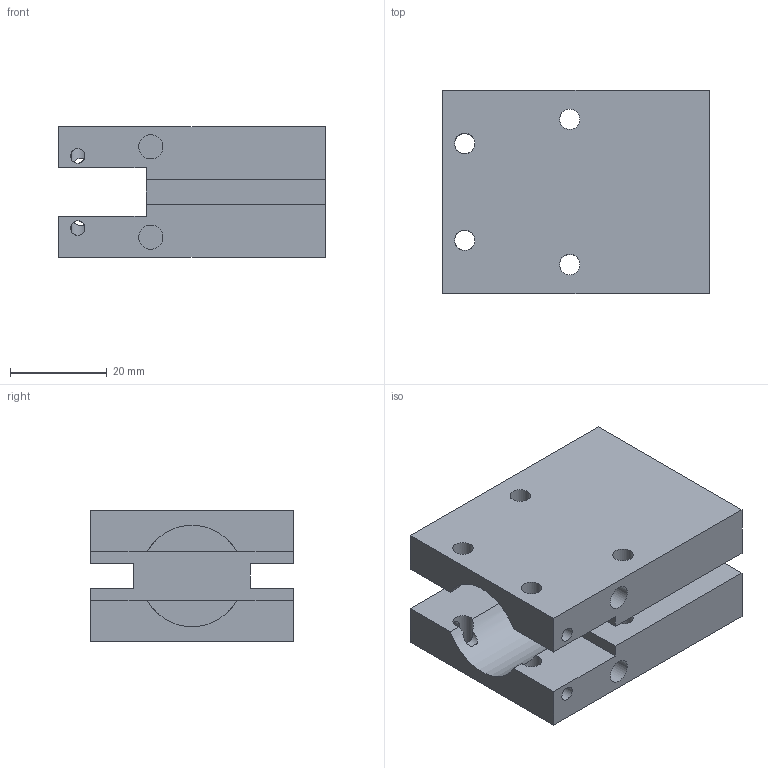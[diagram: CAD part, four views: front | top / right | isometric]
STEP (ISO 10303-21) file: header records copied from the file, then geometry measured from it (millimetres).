
FILE_DESCRIPTION(/* description */ (''),/* implementation_level */ '2;1');
FILE_NAME(/* name */ '31sj3.stp',/* time_stamp */ '2019-05-31T16:01:18+08:00',/* author */ (''),/* organization */ (''),/* preprocessor_version */ 'ST-DEVELOPER v16',/* originating_system */ 'SIEMENS PLM Software NX 10.0',/* authorisation */ '');
FILE_SCHEMA (('CONFIG_CONTROL_DESIGN'));
Length unit declared in the file: millimetre
Products named in the file (1): 31sj3
Bounding box: 55 x 42 x 27 mm (x, y, z)
Volume: 45392.7 mm3; surface area: 14909.9 mm2
Topology: 1 solids, 1 shells, 55 faces, 162 edges, 109 vertices
Faces by surface type: plane 30, cylinder 23, cone 2
Full cylindrical faces by diameter (mm): 3 x4, 4.2 x8, 5 x7, 20 x1
Entity records: 2106 total; most frequent: CARTESIAN_POINT 699, DIRECTION 262, ORIENTED_EDGE 244, EDGE_CURVE 122, EDGE_LOOP 100, AXIS2_PLACEMENT_3D 99, VERTEX_POINT 94, FACE_BOUND 81
